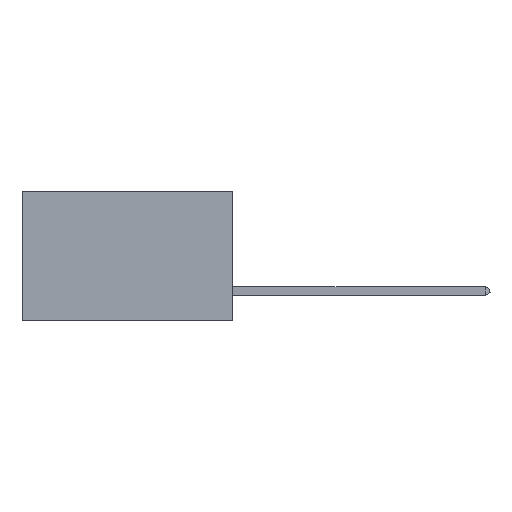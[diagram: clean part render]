
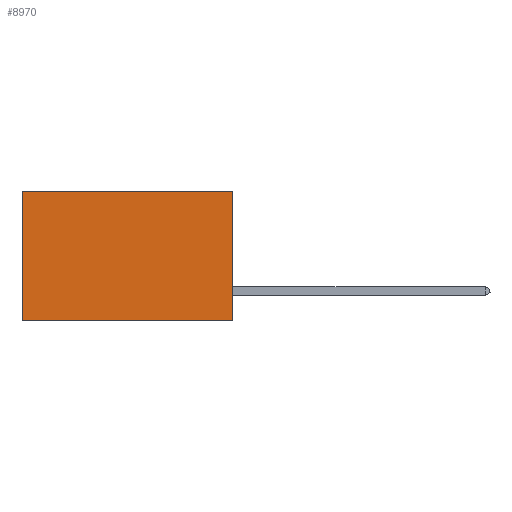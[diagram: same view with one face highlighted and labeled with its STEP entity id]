
A CAD part, left-side view. The second image highlights one B-rep face of the part: STEP entity #8970.
In plain terms, the highlighted planar face has unit normal (-1, 0, 0).
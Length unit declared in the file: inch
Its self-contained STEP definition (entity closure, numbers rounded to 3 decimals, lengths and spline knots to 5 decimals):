
#2226 = LINE ( 'NONE', #23338, #31325 ) ;
#3164 = ORIENTED_EDGE ( 'NONE', *, *, #14092, .F. ) ;
#3229 = CARTESIAN_POINT ( 'NONE',  ( 0.2875, 0., 0. ) ) ;
#7134 = VERTEX_POINT ( 'NONE', #43013 ) ;
#8665 = LINE ( 'NONE', #33406, #34856 ) ;
#8970 = ADVANCED_FACE ( 'NONE', ( #31233 ), #10430, .F. ) ;
#9316 = VERTEX_POINT ( 'NONE', #34541 ) ;
#10430 = PLANE ( 'NONE',  #45504 ) ;
#11322 = ORIENTED_EDGE ( 'NONE', *, *, #29968, .T. ) ;
#12504 = DIRECTION ( 'NONE',  ( 0., 0., -1. ) ) ;
#12901 = EDGE_CURVE ( 'NONE', #26628, #9316, #8665, .T. ) ;
#14092 = EDGE_CURVE ( 'NONE', #9316, #7134, #2226, .T. ) ;
#15003 = CARTESIAN_POINT ( 'NONE',  ( 0.2875, 0., 0. ) ) ;
#16673 = ORIENTED_EDGE ( 'NONE', *, *, #12901, .F. ) ;
#17179 = VERTEX_POINT ( 'NONE', #20343 ) ;
#18994 = EDGE_LOOP ( 'NONE', ( #33342, #3164, #16673, #11322 ) ) ;
#20343 = CARTESIAN_POINT ( 'NONE',  ( 0.2875, 0.6, 0. ) ) ;
#20581 = VECTOR ( 'NONE', #12504, 39.37008 ) ;
#22036 = DIRECTION ( 'NONE',  ( 0., 0., -1. ) ) ;
#22472 = DIRECTION ( 'NONE',  ( 0., 1., 0. ) ) ;
#22791 = CARTESIAN_POINT ( 'NONE',  ( 0.2875, 0., 0. ) ) ;
#23338 = CARTESIAN_POINT ( 'NONE',  ( 0.2875, 0., -0.37 ) ) ;
#26628 = VERTEX_POINT ( 'NONE', #15003 ) ;
#26891 = EDGE_CURVE ( 'NONE', #17179, #7134, #32608, .T. ) ;
#27188 = DIRECTION ( 'NONE',  ( 0., 1., 0. ) ) ;
#29968 = EDGE_CURVE ( 'NONE', #26628, #17179, #41427, .T. ) ;
#31233 = FACE_OUTER_BOUND ( 'NONE', #18994, .T. ) ;
#31325 = VECTOR ( 'NONE', #27188, 39.37008 ) ;
#31917 = DIRECTION ( 'NONE',  ( 1., 0., 0. ) ) ;
#32391 = DIRECTION ( 'NONE',  ( 0., 0., -1. ) ) ;
#32608 = LINE ( 'NONE', #41583, #20581 ) ;
#33342 = ORIENTED_EDGE ( 'NONE', *, *, #26891, .T. ) ;
#33406 = CARTESIAN_POINT ( 'NONE',  ( 0.2875, 0., 0. ) ) ;
#34541 = CARTESIAN_POINT ( 'NONE',  ( 0.2875, 0., -0.37 ) ) ;
#34856 = VECTOR ( 'NONE', #22036, 39.37008 ) ;
#35762 = VECTOR ( 'NONE', #22472, 39.37008 ) ;
#41427 = LINE ( 'NONE', #22791, #35762 ) ;
#41583 = CARTESIAN_POINT ( 'NONE',  ( 0.2875, 0.6, 0. ) ) ;
#43013 = CARTESIAN_POINT ( 'NONE',  ( 0.2875, 0.6, -0.37 ) ) ;
#45504 = AXIS2_PLACEMENT_3D ( 'NONE', #3229, #31917, #32391 ) ;
